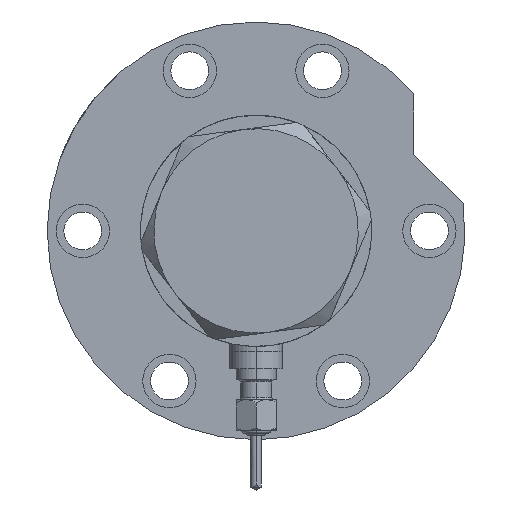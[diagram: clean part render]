
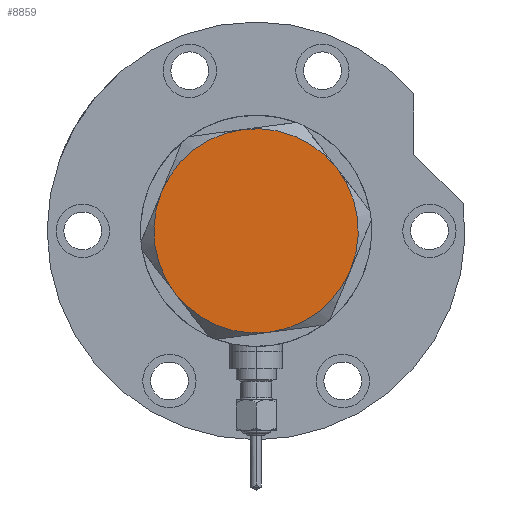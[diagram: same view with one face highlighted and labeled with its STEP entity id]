
A CAD part, left-side view. The second image highlights one B-rep face of the part: STEP entity #8859.
In plain terms, the highlighted face is planar.
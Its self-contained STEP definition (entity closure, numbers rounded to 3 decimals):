
#508 = AXIS2_PLACEMENT_3D ( 'NONE', #6129, #5461, #5019 ) ;
#643 = DIRECTION ( 'NONE',  ( 0., 0., 1. ) ) ;
#686 = VERTEX_POINT ( 'NONE', #7277 ) ;
#692 = CARTESIAN_POINT ( 'NONE',  ( 0., 0., 9. ) ) ;
#814 = ORIENTED_EDGE ( 'NONE', *, *, #6271, .T. ) ;
#1048 = CARTESIAN_POINT ( 'NONE',  ( 0., 0., 9. ) ) ;
#1218 = AXIS2_PLACEMENT_3D ( 'NONE', #3622, #4466, #5809 ) ;
#1234 = DIRECTION ( 'NONE',  ( 0., 0., 1. ) ) ;
#1465 = CARTESIAN_POINT ( 'NONE',  ( 11.5, 19.919, 9. ) ) ;
#1533 = AXIS2_PLACEMENT_3D ( 'NONE', #8295, #1892, #3299 ) ;
#1892 = DIRECTION ( 'NONE',  ( 0., 0., 1. ) ) ;
#1937 = EDGE_CURVE ( 'NONE', #2925, #4799, #2837, .T. ) ;
#1956 = EDGE_LOOP ( 'NONE', ( #6693, #5148, #814, #7827, #5009, #5825 ) ) ;
#2455 = EDGE_CURVE ( 'NONE', #2972, #686, #4052, .T. ) ;
#2501 = DIRECTION ( 'NONE',  ( 1., 0., 0. ) ) ;
#2725 = EDGE_CURVE ( 'NONE', #5484, #2925, #4499, .T. ) ;
#2837 = CIRCLE ( 'NONE', #1218, 23. ) ;
#2925 = VERTEX_POINT ( 'NONE', #7989 ) ;
#2972 = VERTEX_POINT ( 'NONE', #5451 ) ;
#3135 = VERTEX_POINT ( 'NONE', #7562 ) ;
#3299 = DIRECTION ( 'NONE',  ( 1., 0., 0. ) ) ;
#3622 = CARTESIAN_POINT ( 'NONE',  ( 0., 0., 9. ) ) ;
#3913 = FACE_OUTER_BOUND ( 'NONE', #1956, .T. ) ;
#4052 = CIRCLE ( 'NONE', #1533, 23. ) ;
#4087 = CIRCLE ( 'NONE', #8150, 23. ) ;
#4218 = DIRECTION ( 'NONE',  ( 0., 0., 1. ) ) ;
#4466 = DIRECTION ( 'NONE',  ( 0., 0., 1. ) ) ;
#4499 = CIRCLE ( 'NONE', #508, 23. ) ;
#4799 = VERTEX_POINT ( 'NONE', #1465 ) ;
#4971 = CARTESIAN_POINT ( 'NONE',  ( 0., 0., 9. ) ) ;
#5009 = ORIENTED_EDGE ( 'NONE', *, *, #7704, .T. ) ;
#5019 = DIRECTION ( 'NONE',  ( 1., 0., 0. ) ) ;
#5148 = ORIENTED_EDGE ( 'NONE', *, *, #1937, .T. ) ;
#5451 = CARTESIAN_POINT ( 'NONE',  ( -11.5, 19.919, 9. ) ) ;
#5457 = CARTESIAN_POINT ( 'NONE',  ( 11.5, -19.919, 9. ) ) ;
#5461 = DIRECTION ( 'NONE',  ( 0., 0., 1. ) ) ;
#5484 = VERTEX_POINT ( 'NONE', #5457 ) ;
#5809 = DIRECTION ( 'NONE',  ( 1., 0., 0. ) ) ;
#5825 = ORIENTED_EDGE ( 'NONE', *, *, #6905, .T. ) ;
#6009 = DIRECTION ( 'NONE',  ( 0., 0., 1. ) ) ;
#6081 = AXIS2_PLACEMENT_3D ( 'NONE', #1048, #6009, #2501 ) ;
#6129 = CARTESIAN_POINT ( 'NONE',  ( 0., 0., 9. ) ) ;
#6271 = EDGE_CURVE ( 'NONE', #4799, #2972, #8575, .T. ) ;
#6338 = DIRECTION ( 'NONE',  ( 1., 0., 0. ) ) ;
#6354 = DIRECTION ( 'NONE',  ( 1., 0., 0. ) ) ;
#6644 = PLANE ( 'NONE',  #6081 ) ;
#6693 = ORIENTED_EDGE ( 'NONE', *, *, #2725, .T. ) ;
#6905 = EDGE_CURVE ( 'NONE', #3135, #5484, #9034, .T. ) ;
#7080 = AXIS2_PLACEMENT_3D ( 'NONE', #7686, #1234, #7635 ) ;
#7277 = CARTESIAN_POINT ( 'NONE',  ( -23., 0., 9. ) ) ;
#7543 = AXIS2_PLACEMENT_3D ( 'NONE', #4971, #4218, #6354 ) ;
#7562 = CARTESIAN_POINT ( 'NONE',  ( -11.5, -19.919, 9. ) ) ;
#7635 = DIRECTION ( 'NONE',  ( 1., 0., 0. ) ) ;
#7686 = CARTESIAN_POINT ( 'NONE',  ( 0., 0., 9. ) ) ;
#7704 = EDGE_CURVE ( 'NONE', #686, #3135, #4087, .T. ) ;
#7827 = ORIENTED_EDGE ( 'NONE', *, *, #2455, .T. ) ;
#7989 = CARTESIAN_POINT ( 'NONE',  ( 23., 0., 9. ) ) ;
#8150 = AXIS2_PLACEMENT_3D ( 'NONE', #692, #643, #6338 ) ;
#8295 = CARTESIAN_POINT ( 'NONE',  ( 0., 0., 9. ) ) ;
#8575 = CIRCLE ( 'NONE', #7080, 23. ) ;
#8859 = ADVANCED_FACE ( 'NONE', ( #3913 ), #6644, .T. ) ;
#9034 = CIRCLE ( 'NONE', #7543, 23. ) ;
